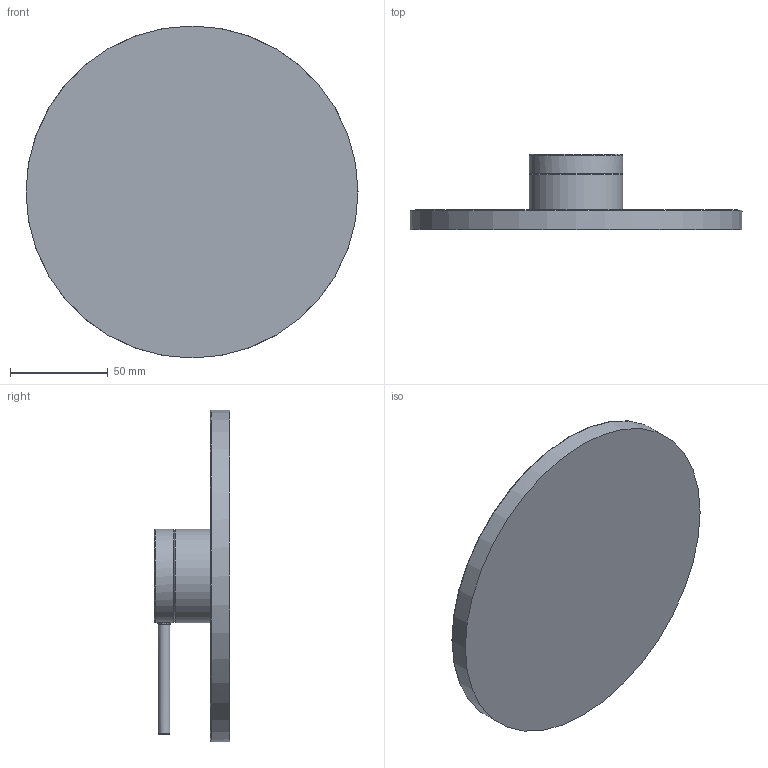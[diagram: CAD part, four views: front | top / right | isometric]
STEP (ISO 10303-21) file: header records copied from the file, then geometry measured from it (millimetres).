
FILE_DESCRIPTION(/* description */ (''),/* implementation_level */ '2;1');
FILE_NAME(/* name */ 'TVS106352113.step',/* time_stamp */ '2023-01-16T13:54:27+01:00',/* author */ (''),/* organization */ (''),/* preprocessor_version */ 'ST-DEVELOPER v19.2',/* originating_system */ 'Autodesk Translation Framework v11.17.0.187',/* authorisation */ '');
FILE_SCHEMA (('AUTOMOTIVE_DESIGN { 1 0 10303 214 3 1 1 }'));
Length unit declared in the file: millimetre
Products named in the file (4): (Nicht gespeichert); MSBR-8; MSBR-4; MSBR-1
Assembly tree (3 placements, depth 2):
  (Nicht gespeichert)
    MSBR-8
    MSBR-4
    MSBR-1
Bounding box: 170 x 38.6 x 170 mm (x, y, z)
Volume: 262976.5 mm3; surface area: 62740.8 mm2
Topology: 2 solids, 3 shells, 23 faces, 48 edges, 31 vertices
Faces by surface type: plane 7, bspline 6, cylinder 5, torus 3, cone 2
Full cylindrical faces by diameter (mm): 6 x1, 45 x1, 48 x2, 170 x1
Entity records: 1153 total; most frequent: CARTESIAN_POINT 561, DIRECTION 112, ORIENTED_EDGE 95, AXIS2_PLACEMENT_3D 52, EDGE_CURVE 48, VERTEX_POINT 31, CIRCLE 28, EDGE_LOOP 24
